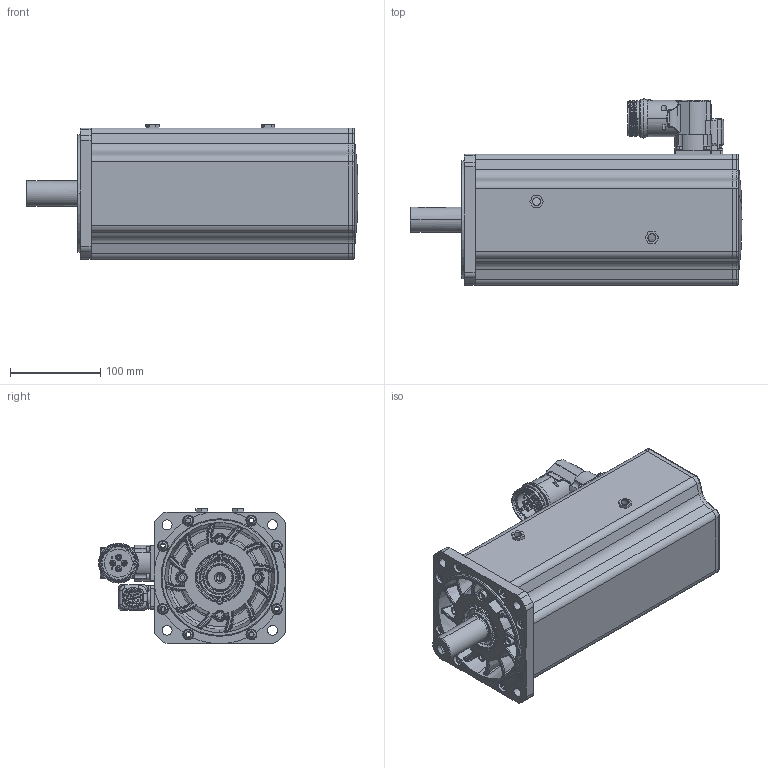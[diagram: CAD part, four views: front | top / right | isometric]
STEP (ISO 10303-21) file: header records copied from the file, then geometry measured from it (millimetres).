
FILE_DESCRIPTION((''),'2;1');
FILE_NAME('U30730C303_50859N-0','2016-06-04T',('zhangyanli'),(''),'PRO/ENGINEER BY PARAMETRIC TECHNOLOGY CORPORATION, 2010430','PRO/ENGINEER BY PARAMETRIC TECHNOLOGY CORPORATION, 2010430','');
FILE_SCHEMA(('CONFIG_CONTROL_DESIGN'));
Products named in the file (1): U30730C303_50859N-0
Bounding box: 367.2 x 206.5 x 148.5 mm (x, y, z)
Surface area: 360650.4 mm2 (no closed solid volume)
Topology: 0 solids, 86 shells, 975 faces, 3152 edges, 2180 vertices
Faces by surface type: cylinder 258, plane 255, bspline 183, torus 136, cone 101, sphere 42
Entity records: 50231 total; most frequent: CARTESIAN_POINT 24109, DIRECTION 5376, ORIENTED_EDGE 5007, EDGE_CURVE 3148, AXIS2_PLACEMENT_3D 2181, VERTEX_POINT 2180, CIRCLE 1389, EDGE_LOOP 1093
